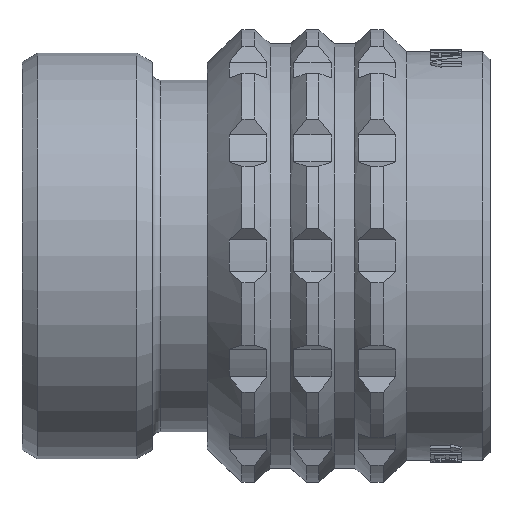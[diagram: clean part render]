
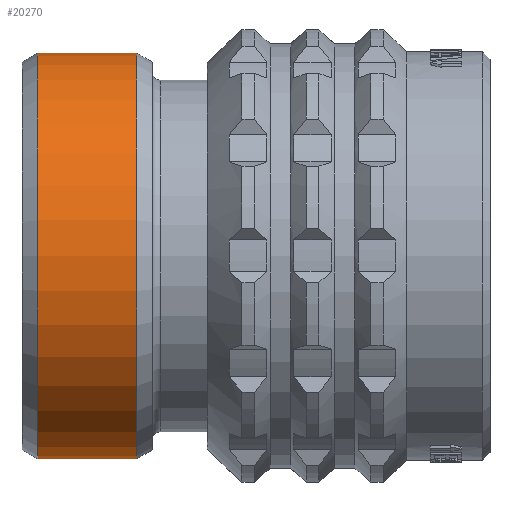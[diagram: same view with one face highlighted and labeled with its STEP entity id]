
A CAD part, top view. The second image highlights one B-rep face of the part: STEP entity #20270.
In plain terms, the highlighted cylindrical face has radius 12.925 mm (diameter 25.85 mm), a partial arc.
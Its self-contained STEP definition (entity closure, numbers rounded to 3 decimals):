
#2688=DIRECTION('',(-1.,0.,0.));
#2689=VECTOR('',#2688,6.3);
#2690=CARTESIAN_POINT('',(7.685,27.425,-14.5));
#2691=LINE('1266',#2690,#2689);
#2692=DIRECTION('',(-1.,0.,0.));
#2693=VECTOR('',#2692,6.3);
#2694=CARTESIAN_POINT('',(7.685,1.575,-14.5));
#2695=LINE('1272',#2694,#2693);
#2701=CARTESIAN_POINT('',(7.685,14.5,-14.5));
#2702=DIRECTION('',(1.,0.,0.));
#2703=DIRECTION('',(0.,1.,0.));
#2704=AXIS2_PLACEMENT_3D('',#2701,#2702,#2703);
#2706=CARTESIAN_POINT('',(1.385,14.5,-14.5));
#2707=DIRECTION('',(1.,0.,0.));
#2708=DIRECTION('',(0.,1.,0.));
#2709=AXIS2_PLACEMENT_3D('',#2706,#2707,#2708);
#16038=CARTESIAN_POINT('',(7.685,27.425,-14.5));
#16040=VERTEX_POINT('',#16038);
#16041=CARTESIAN_POINT('',(1.385,27.425,-14.5));
#16042=VERTEX_POINT('',#16041);
#16058=CARTESIAN_POINT('',(7.685,1.575,-14.5));
#16060=VERTEX_POINT('',#16058);
#16061=CARTESIAN_POINT('',(1.385,1.575,-14.5));
#16062=VERTEX_POINT('',#16061);
#20258=CARTESIAN_POINT('',(-1.105,14.5,-14.5));
#20259=DIRECTION('',(1.,0.,0.));
#20260=DIRECTION('',(0.,-1.,0.));
#20261=AXIS2_PLACEMENT_3D('',#20258,#20259,#20260);
#20262=CYLINDRICAL_SURFACE('276',#20261,12.925);
#20263=ORIENTED_EDGE('1266',*,*,#20241,.F.);
#20264=ORIENTED_EDGE('1284',*,*,#20204,.T.);
#20265=ORIENTED_EDGE('1272',*,*,#20245,.T.);
#20267=ORIENTED_EDGE('1285',*,*,#20266,.F.);
#20268=EDGE_LOOP('276',(#20263,#20264,#20265,#20267));
#20269=FACE_OUTER_BOUND('276',#20268,.F.);
#2705=CIRCLE('1284',#2704,12.925);
#2710=CIRCLE('1285',#2709,12.925);
#20204=EDGE_CURVE('1284',#16040,#16060,#2705,.T.);
#20241=EDGE_CURVE('1266',#16040,#16042,#2691,.T.);
#20245=EDGE_CURVE('1272',#16060,#16062,#2695,.T.);
#20266=EDGE_CURVE('1285',#16042,#16062,#2710,.T.);
#20270=ADVANCED_FACE('276',(#20269),#20262,.T.);
